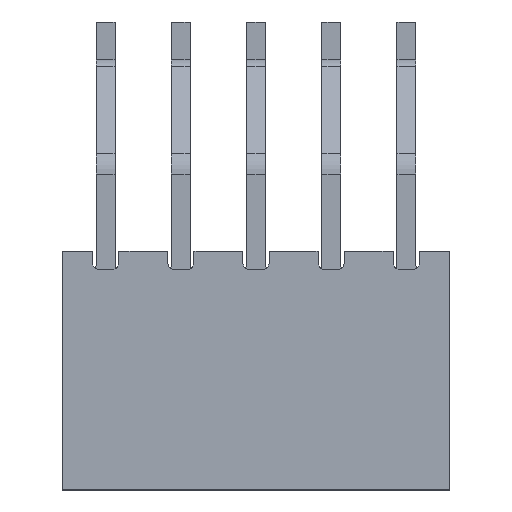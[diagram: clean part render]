
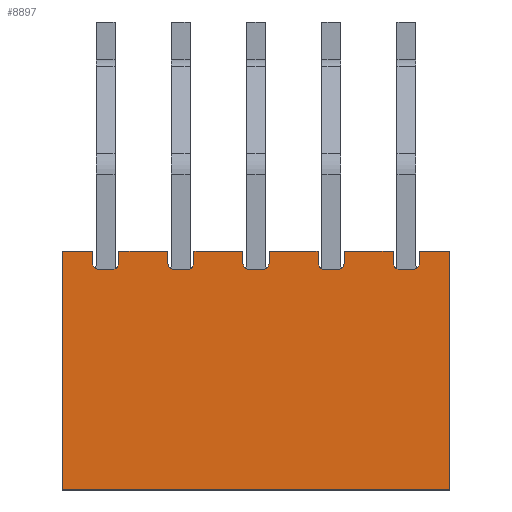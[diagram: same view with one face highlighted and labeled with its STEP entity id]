
A CAD part, top view. The second image highlights one B-rep face of the part: STEP entity #8897.
In plain terms, the highlighted planar face has unit normal (0, 0, 1).
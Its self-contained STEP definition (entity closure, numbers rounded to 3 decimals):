
#180=CIRCLE('',#9442,0.2);
#181=CIRCLE('',#9443,0.2);
#182=CIRCLE('',#9444,0.2);
#183=CIRCLE('',#9445,0.2);
#184=CIRCLE('',#9446,0.2);
#185=CIRCLE('',#9447,0.2);
#186=CIRCLE('',#9448,0.2);
#187=CIRCLE('',#9449,0.2);
#188=CIRCLE('',#9450,0.2);
#189=CIRCLE('',#9451,0.2);
#996=ORIENTED_EDGE('',*,*,#3510,.F.);
#997=ORIENTED_EDGE('',*,*,#3511,.F.);
#998=ORIENTED_EDGE('',*,*,#3098,.T.);
#999=ORIENTED_EDGE('',*,*,#3512,.F.);
#1000=ORIENTED_EDGE('',*,*,#3513,.F.);
#1001=ORIENTED_EDGE('',*,*,#3162,.F.);
#1002=ORIENTED_EDGE('',*,*,#3514,.F.);
#1003=ORIENTED_EDGE('',*,*,#3515,.F.);
#1004=ORIENTED_EDGE('',*,*,#3181,.T.);
#1005=ORIENTED_EDGE('',*,*,#3516,.F.);
#1006=ORIENTED_EDGE('',*,*,#3517,.F.);
#1007=ORIENTED_EDGE('',*,*,#3244,.F.);
#1008=ORIENTED_EDGE('',*,*,#3518,.F.);
#1009=ORIENTED_EDGE('',*,*,#3519,.F.);
#1010=ORIENTED_EDGE('',*,*,#3263,.T.);
#1011=ORIENTED_EDGE('',*,*,#3520,.F.);
#1012=ORIENTED_EDGE('',*,*,#3521,.F.);
#1013=ORIENTED_EDGE('',*,*,#3326,.F.);
#1014=ORIENTED_EDGE('',*,*,#3522,.F.);
#1015=ORIENTED_EDGE('',*,*,#3523,.F.);
#1016=ORIENTED_EDGE('',*,*,#3345,.T.);
#1017=ORIENTED_EDGE('',*,*,#3524,.F.);
#1018=ORIENTED_EDGE('',*,*,#3525,.F.);
#1019=ORIENTED_EDGE('',*,*,#3408,.F.);
#1020=ORIENTED_EDGE('',*,*,#3526,.F.);
#1021=ORIENTED_EDGE('',*,*,#3527,.F.);
#1022=ORIENTED_EDGE('',*,*,#3421,.T.);
#1023=ORIENTED_EDGE('',*,*,#3528,.T.);
#1024=ORIENTED_EDGE('',*,*,#3467,.F.);
#1025=ORIENTED_EDGE('',*,*,#3529,.F.);
#1026=ORIENTED_EDGE('',*,*,#3508,.T.);
#1027=ORIENTED_EDGE('',*,*,#3530,.F.);
#1028=ORIENTED_EDGE('',*,*,#3531,.F.);
#1029=ORIENTED_EDGE('',*,*,#3079,.F.);
#3079=EDGE_CURVE('',#4383,#4379,#5239,.T.);
#3098=EDGE_CURVE('',#4399,#4400,#5254,.T.);
#3162=EDGE_CURVE('',#4444,#4440,#5318,.T.);
#3181=EDGE_CURVE('',#4460,#4461,#5333,.T.);
#3244=EDGE_CURVE('',#4504,#4500,#5396,.T.);
#3263=EDGE_CURVE('',#4520,#4521,#5411,.T.);
#3326=EDGE_CURVE('',#4564,#4560,#5474,.T.);
#3345=EDGE_CURVE('',#4580,#4581,#5489,.T.);
#3408=EDGE_CURVE('',#4624,#4620,#5552,.T.);
#3421=EDGE_CURVE('',#4634,#4635,#5563,.T.);
#3467=EDGE_CURVE('',#4679,#4676,#5609,.T.);
#3508=EDGE_CURVE('',#4703,#4702,#5638,.T.);
#3510=EDGE_CURVE('',#4704,#4383,#180,.T.);
#3511=EDGE_CURVE('',#4399,#4704,#5640,.T.);
#3512=EDGE_CURVE('',#4705,#4400,#5641,.T.);
#3513=EDGE_CURVE('',#4440,#4705,#181,.T.);
#3514=EDGE_CURVE('',#4706,#4444,#182,.T.);
#3515=EDGE_CURVE('',#4460,#4706,#5642,.T.);
#3516=EDGE_CURVE('',#4707,#4461,#5643,.T.);
#3517=EDGE_CURVE('',#4500,#4707,#183,.T.);
#3518=EDGE_CURVE('',#4708,#4504,#184,.T.);
#3519=EDGE_CURVE('',#4520,#4708,#5644,.T.);
#3520=EDGE_CURVE('',#4709,#4521,#5645,.T.);
#3521=EDGE_CURVE('',#4560,#4709,#185,.T.);
#3522=EDGE_CURVE('',#4710,#4564,#186,.T.);
#3523=EDGE_CURVE('',#4580,#4710,#5646,.T.);
#3524=EDGE_CURVE('',#4711,#4581,#5647,.T.);
#3525=EDGE_CURVE('',#4620,#4711,#187,.T.);
#3526=EDGE_CURVE('',#4712,#4624,#188,.T.);
#3527=EDGE_CURVE('',#4634,#4712,#5648,.T.);
#3528=EDGE_CURVE('',#4635,#4676,#5649,.T.);
#3529=EDGE_CURVE('',#4703,#4679,#5650,.T.);
#3530=EDGE_CURVE('',#4713,#4702,#5651,.T.);
#3531=EDGE_CURVE('',#4379,#4713,#189,.T.);
#4379=VERTEX_POINT('',#12680);
#4383=VERTEX_POINT('',#12690);
#4399=VERTEX_POINT('',#12730);
#4400=VERTEX_POINT('',#12731);
#4440=VERTEX_POINT('',#12843);
#4444=VERTEX_POINT('',#12852);
#4460=VERTEX_POINT('',#12892);
#4461=VERTEX_POINT('',#12893);
#4500=VERTEX_POINT('',#13003);
#4504=VERTEX_POINT('',#13012);
#4520=VERTEX_POINT('',#13052);
#4521=VERTEX_POINT('',#13053);
#4560=VERTEX_POINT('',#13163);
#4564=VERTEX_POINT('',#13172);
#4580=VERTEX_POINT('',#13212);
#4581=VERTEX_POINT('',#13213);
#4620=VERTEX_POINT('',#13323);
#4624=VERTEX_POINT('',#13332);
#4634=VERTEX_POINT('',#13360);
#4635=VERTEX_POINT('',#13361);
#4676=VERTEX_POINT('',#13446);
#4679=VERTEX_POINT('',#13451);
#4702=VERTEX_POINT('',#13521);
#4703=VERTEX_POINT('',#13523);
#4704=VERTEX_POINT('',#13527);
#4705=VERTEX_POINT('',#13530);
#4706=VERTEX_POINT('',#13533);
#4707=VERTEX_POINT('',#13536);
#4708=VERTEX_POINT('',#13539);
#4709=VERTEX_POINT('',#13542);
#4710=VERTEX_POINT('',#13545);
#4711=VERTEX_POINT('',#13548);
#4712=VERTEX_POINT('',#13551);
#4713=VERTEX_POINT('',#13556);
#5239=LINE('',#12691,#6403);
#5254=LINE('',#12729,#6418);
#5318=LINE('',#12853,#6482);
#5333=LINE('',#12891,#6497);
#5396=LINE('',#13013,#6560);
#5411=LINE('',#13051,#6575);
#5474=LINE('',#13173,#6638);
#5489=LINE('',#13211,#6653);
#5552=LINE('',#13333,#6716);
#5563=LINE('',#13359,#6727);
#5609=LINE('',#13452,#6773);
#5638=LINE('',#13522,#6802);
#5640=LINE('',#13528,#6804);
#5641=LINE('',#13529,#6805);
#5642=LINE('',#13534,#6806);
#5643=LINE('',#13535,#6807);
#5644=LINE('',#13540,#6808);
#5645=LINE('',#13541,#6809);
#5646=LINE('',#13546,#6810);
#5647=LINE('',#13547,#6811);
#5648=LINE('',#13552,#6812);
#5649=LINE('',#13553,#6813);
#5650=LINE('',#13554,#6814);
#5651=LINE('',#13555,#6815);
#6403=VECTOR('',#10128,1000.);
#6418=VECTOR('',#10159,1000.);
#6482=VECTOR('',#10251,1000.);
#6497=VECTOR('',#10282,1000.);
#6560=VECTOR('',#10373,1000.);
#6575=VECTOR('',#10404,1000.);
#6638=VECTOR('',#10495,1000.);
#6653=VECTOR('',#10526,1000.);
#6716=VECTOR('',#10617,1000.);
#6727=VECTOR('',#10640,1000.);
#6773=VECTOR('',#10688,1000.);
#6802=VECTOR('',#10753,1000.);
#6804=VECTOR('',#10759,1000.);
#6805=VECTOR('',#10760,1000.);
#6806=VECTOR('',#10765,1000.);
#6807=VECTOR('',#10766,1000.);
#6808=VECTOR('',#10771,1000.);
#6809=VECTOR('',#10772,1000.);
#6810=VECTOR('',#10777,1000.);
#6811=VECTOR('',#10778,1000.);
#6812=VECTOR('',#10783,1000.);
#6813=VECTOR('',#10784,1000.);
#6814=VECTOR('',#10785,1000.);
#6815=VECTOR('',#10786,1000.);
#7533=EDGE_LOOP('',(#996,#997,#998,#999,#1000,#1001,#1002,#1003,#1004,#1005,
#1006,#1007,#1008,#1009,#1010,#1011,#1012,#1013,#1014,#1015,#1016,#1017,
#1018,#1019,#1020,#1021,#1022,#1023,#1024,#1025,#1026,#1027,#1028,#1029));
#8019=FACE_BOUND('',#7533,.T.);
#8495=PLANE('',#9441);
#8897=ADVANCED_FACE('',(#8019),#8495,.F.);
#9441=AXIS2_PLACEMENT_3D('',#13525,#10755,#10756);
#9442=AXIS2_PLACEMENT_3D('',#13526,#10757,#10758);
#9443=AXIS2_PLACEMENT_3D('',#13531,#10761,#10762);
#9444=AXIS2_PLACEMENT_3D('',#13532,#10763,#10764);
#9445=AXIS2_PLACEMENT_3D('',#13537,#10767,#10768);
#9446=AXIS2_PLACEMENT_3D('',#13538,#10769,#10770);
#9447=AXIS2_PLACEMENT_3D('',#13543,#10773,#10774);
#9448=AXIS2_PLACEMENT_3D('',#13544,#10775,#10776);
#9449=AXIS2_PLACEMENT_3D('',#13549,#10779,#10780);
#9450=AXIS2_PLACEMENT_3D('',#13550,#10781,#10782);
#9451=AXIS2_PLACEMENT_3D('',#13557,#10787,#10788);
#10128=DIRECTION('',(1.,0.,0.));
#10159=DIRECTION('',(-1.,0.,0.));
#10251=DIRECTION('',(1.,0.,0.));
#10282=DIRECTION('',(-1.,0.,0.));
#10373=DIRECTION('',(1.,0.,0.));
#10404=DIRECTION('',(-1.,0.,0.));
#10495=DIRECTION('',(1.,0.,0.));
#10526=DIRECTION('',(-1.,0.,0.));
#10617=DIRECTION('',(1.,0.,0.));
#10640=DIRECTION('',(-1.,0.,0.));
#10688=DIRECTION('',(-1.,0.,0.));
#10753=DIRECTION('',(-1.,0.,0.));
#10755=DIRECTION('',(0.,0.,-1.));
#10756=DIRECTION('',(-1.,0.,0.));
#10757=DIRECTION('',(0.,0.,1.));
#10758=DIRECTION('',(-1.,0.,0.));
#10759=DIRECTION('',(0.,-1.,0.));
#10760=DIRECTION('',(0.,1.,0.));
#10761=DIRECTION('',(0.,0.,1.));
#10762=DIRECTION('',(-1.,0.,0.));
#10763=DIRECTION('',(0.,0.,1.));
#10764=DIRECTION('',(-1.,0.,0.));
#10765=DIRECTION('',(0.,-1.,0.));
#10766=DIRECTION('',(0.,1.,0.));
#10767=DIRECTION('',(0.,0.,1.));
#10768=DIRECTION('',(-1.,0.,0.));
#10769=DIRECTION('',(0.,0.,1.));
#10770=DIRECTION('',(-1.,0.,0.));
#10771=DIRECTION('',(0.,-1.,0.));
#10772=DIRECTION('',(0.,1.,0.));
#10773=DIRECTION('',(0.,0.,1.));
#10774=DIRECTION('',(-1.,0.,0.));
#10775=DIRECTION('',(0.,0.,1.));
#10776=DIRECTION('',(-1.,0.,0.));
#10777=DIRECTION('',(0.,-1.,0.));
#10778=DIRECTION('',(0.,1.,0.));
#10779=DIRECTION('',(0.,0.,1.));
#10780=DIRECTION('',(-1.,0.,0.));
#10781=DIRECTION('',(0.,0.,1.));
#10782=DIRECTION('',(-1.,0.,0.));
#10783=DIRECTION('',(0.,-1.,0.));
#10784=DIRECTION('',(0.,-1.,0.));
#10785=DIRECTION('',(0.,-1.,0.));
#10786=DIRECTION('',(0.,1.,0.));
#10787=DIRECTION('',(0.,0.,1.));
#10788=DIRECTION('',(-1.,0.,0.));
#12680=CARTESIAN_POINT('',(4.15,2.675,2.));
#12690=CARTESIAN_POINT('',(3.85,2.675,2.));
#12691=CARTESIAN_POINT('',(3.85,2.675,2.));
#12729=CARTESIAN_POINT('',(5.15,3.175,2.));
#12730=CARTESIAN_POINT('',(3.65,3.175,2.));
#12731=CARTESIAN_POINT('',(2.35,3.175,2.));
#12843=CARTESIAN_POINT('',(2.15,2.675,2.));
#12852=CARTESIAN_POINT('',(1.85,2.675,2.));
#12853=CARTESIAN_POINT('',(1.85,2.675,2.));
#12891=CARTESIAN_POINT('',(5.15,3.175,2.));
#12892=CARTESIAN_POINT('',(1.65,3.175,2.));
#12893=CARTESIAN_POINT('',(0.35,3.175,2.));
#13003=CARTESIAN_POINT('',(0.15,2.675,2.));
#13012=CARTESIAN_POINT('',(-0.15,2.675,2.));
#13013=CARTESIAN_POINT('',(-0.15,2.675,2.));
#13051=CARTESIAN_POINT('',(5.15,3.175,2.));
#13052=CARTESIAN_POINT('',(-0.35,3.175,2.));
#13053=CARTESIAN_POINT('',(-1.65,3.175,2.));
#13163=CARTESIAN_POINT('',(-1.85,2.675,2.));
#13172=CARTESIAN_POINT('',(-2.15,2.675,2.));
#13173=CARTESIAN_POINT('',(-2.15,2.675,2.));
#13211=CARTESIAN_POINT('',(5.15,3.175,2.));
#13212=CARTESIAN_POINT('',(-2.35,3.175,2.));
#13213=CARTESIAN_POINT('',(-3.65,3.175,2.));
#13323=CARTESIAN_POINT('',(-3.85,2.675,2.));
#13332=CARTESIAN_POINT('',(-4.15,2.675,2.));
#13333=CARTESIAN_POINT('',(-4.15,2.675,2.));
#13359=CARTESIAN_POINT('',(5.15,3.175,2.));
#13360=CARTESIAN_POINT('',(-4.35,3.175,2.));
#13361=CARTESIAN_POINT('',(-5.15,3.175,2.));
#13446=CARTESIAN_POINT('',(-5.15,-3.175,2.));
#13451=CARTESIAN_POINT('',(5.15,-3.175,2.));
#13452=CARTESIAN_POINT('',(5.15,-3.175,2.));
#13521=CARTESIAN_POINT('',(4.35,3.175,2.));
#13522=CARTESIAN_POINT('',(5.15,3.175,2.));
#13523=CARTESIAN_POINT('',(5.15,3.175,2.));
#13525=CARTESIAN_POINT('',(5.15,3.175,2.));
#13526=CARTESIAN_POINT('',(3.85,2.875,2.));
#13527=CARTESIAN_POINT('',(3.65,2.875,2.));
#13528=CARTESIAN_POINT('',(3.65,3.175,2.));
#13529=CARTESIAN_POINT('',(2.35,2.875,2.));
#13530=CARTESIAN_POINT('',(2.35,2.875,2.));
#13531=CARTESIAN_POINT('',(2.15,2.875,2.));
#13532=CARTESIAN_POINT('',(1.85,2.875,2.));
#13533=CARTESIAN_POINT('',(1.65,2.875,2.));
#13534=CARTESIAN_POINT('',(1.65,3.175,2.));
#13535=CARTESIAN_POINT('',(0.35,2.875,2.));
#13536=CARTESIAN_POINT('',(0.35,2.875,2.));
#13537=CARTESIAN_POINT('',(0.15,2.875,2.));
#13538=CARTESIAN_POINT('',(-0.15,2.875,2.));
#13539=CARTESIAN_POINT('',(-0.35,2.875,2.));
#13540=CARTESIAN_POINT('',(-0.35,3.175,2.));
#13541=CARTESIAN_POINT('',(-1.65,2.875,2.));
#13542=CARTESIAN_POINT('',(-1.65,2.875,2.));
#13543=CARTESIAN_POINT('',(-1.85,2.875,2.));
#13544=CARTESIAN_POINT('',(-2.15,2.875,2.));
#13545=CARTESIAN_POINT('',(-2.35,2.875,2.));
#13546=CARTESIAN_POINT('',(-2.35,3.175,2.));
#13547=CARTESIAN_POINT('',(-3.65,2.875,2.));
#13548=CARTESIAN_POINT('',(-3.65,2.875,2.));
#13549=CARTESIAN_POINT('',(-3.85,2.875,2.));
#13550=CARTESIAN_POINT('',(-4.15,2.875,2.));
#13551=CARTESIAN_POINT('',(-4.35,2.875,2.));
#13552=CARTESIAN_POINT('',(-4.35,3.175,2.));
#13553=CARTESIAN_POINT('',(-5.15,3.175,2.));
#13554=CARTESIAN_POINT('',(5.15,3.175,2.));
#13555=CARTESIAN_POINT('',(4.35,2.875,2.));
#13556=CARTESIAN_POINT('',(4.35,2.875,2.));
#13557=CARTESIAN_POINT('',(4.15,2.875,2.));
